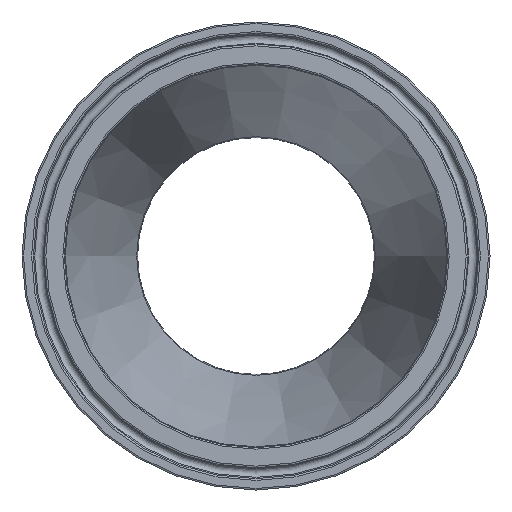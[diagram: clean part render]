
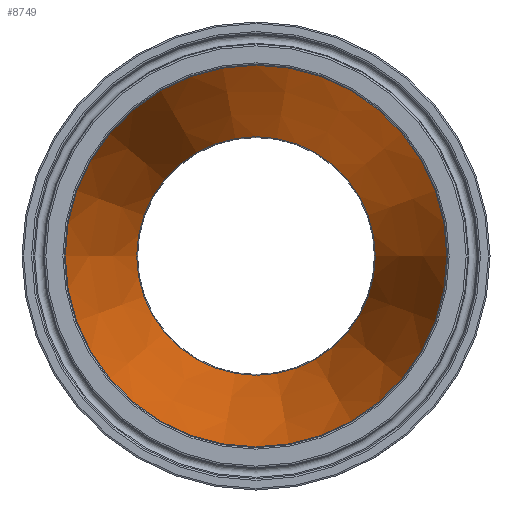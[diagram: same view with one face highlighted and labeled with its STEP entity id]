
A CAD part, left-side view. The second image highlights one B-rep face of the part: STEP entity #8749.
In plain terms, the highlighted conical face has half-angle 14.905 degrees and reference radius 39.395 mm.
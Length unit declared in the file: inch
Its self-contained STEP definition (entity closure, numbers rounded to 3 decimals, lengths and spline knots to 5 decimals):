
#19=CONICAL_SURFACE('',#9321,1.551,14.905);
#179=FACE_BOUND('',#1656,.T.);
#1078=FACE_OUTER_BOUND('',#1655,.T.);
#1655=EDGE_LOOP('',(#8111));
#1656=EDGE_LOOP('',(#8112));
#1899=CIRCLE('',#9320,1.90859);
#1900=CIRCLE('',#9322,1.19341);
#4319=VERTEX_POINT('',#18641);
#4320=VERTEX_POINT('',#18644);
#5585=EDGE_CURVE('',#4319,#4319,#1899,.T.);
#5586=EDGE_CURVE('',#4320,#4320,#1900,.T.);
#8111=ORIENTED_EDGE('',*,*,#5586,.F.);
#8112=ORIENTED_EDGE('',*,*,#5585,.F.);
#8749=ADVANCED_FACE('',(#1078,#179),#19,.F.);
#9320=AXIS2_PLACEMENT_3D('',#18642,#11033,#11034);
#9321=AXIS2_PLACEMENT_3D('',#18643,#11035,#11036);
#9322=AXIS2_PLACEMENT_3D('',#18645,#11037,#11038);
#11033=DIRECTION('center_axis',(1.,0.,0.));
#11034=DIRECTION('ref_axis',(0.,-1.,0.));
#11035=DIRECTION('center_axis',(-1.,0.,0.));
#11036=DIRECTION('ref_axis',(0.,1.,0.));
#11037=DIRECTION('center_axis',(-1.,0.,0.));
#11038=DIRECTION('ref_axis',(0.,-1.,0.));
#18641=CARTESIAN_POINT('',(0.4066,1.90859,0.));
#18642=CARTESIAN_POINT('Origin',(0.4066,0.,0.));
#18643=CARTESIAN_POINT('Origin',(1.75,0.,0.));
#18644=CARTESIAN_POINT('',(3.0934,1.19341,0.));
#18645=CARTESIAN_POINT('Origin',(3.0934,0.,0.));
